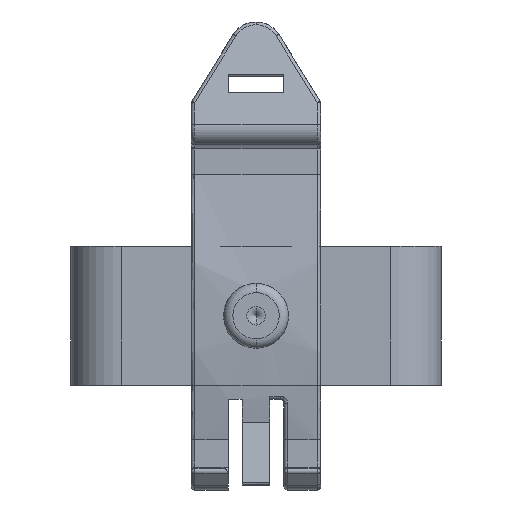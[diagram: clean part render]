
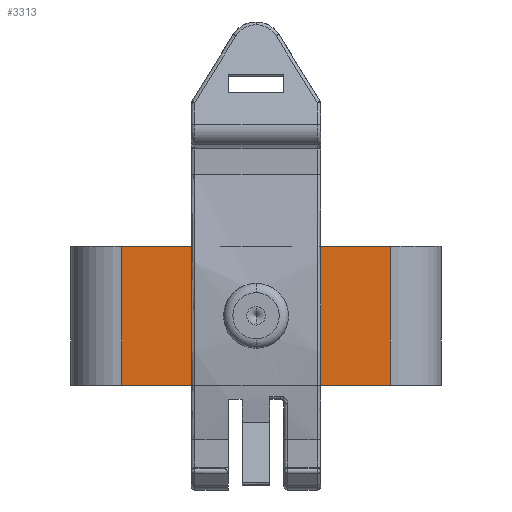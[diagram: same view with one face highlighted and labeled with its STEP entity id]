
A CAD part, front view. The second image highlights one B-rep face of the part: STEP entity #3313.
In plain terms, the highlighted planar face has unit normal (0, -1, 0).
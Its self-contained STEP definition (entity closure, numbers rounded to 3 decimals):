
#111 = FACE_OUTER_BOUND ( 'NONE', #6665, .T. ) ;
#339 = CARTESIAN_POINT ( 'NONE',  ( 14.5, -0.311, 15. ) ) ;
#447 = ORIENTED_EDGE ( 'NONE', *, *, #4422, .F. ) ;
#503 = VECTOR ( 'NONE', #4484, 1000. ) ;
#578 = CARTESIAN_POINT ( 'NONE',  ( 0., -0.311, 7.5 ) ) ;
#653 = CARTESIAN_POINT ( 'NONE',  ( -14.5, -0.311, 15. ) ) ;
#729 = EDGE_CURVE ( 'NONE', #4099, #6031, #4255, .T. ) ;
#735 = DIRECTION ( 'NONE',  ( 0., 1., 0. ) ) ;
#766 = CARTESIAN_POINT ( 'NONE',  ( 2.1, -0.311, 7.5 ) ) ;
#1303 = VECTOR ( 'NONE', #3448, 1000. ) ;
#1370 = LINE ( 'NONE', #7668, #6810 ) ;
#1537 = DIRECTION ( 'NONE',  ( 1., 0., 0. ) ) ;
#1620 = DIRECTION ( 'NONE',  ( 0., -1., 0. ) ) ;
#1736 = DIRECTION ( 'NONE',  ( 0., 0., 1. ) ) ;
#1779 = VERTEX_POINT ( 'NONE', #8094 ) ;
#1881 = VECTOR ( 'NONE', #1736, 1000. ) ;
#2123 = DIRECTION ( 'NONE',  ( 0., 0., 1. ) ) ;
#2130 = LINE ( 'NONE', #4529, #503 ) ;
#2149 = EDGE_CURVE ( 'NONE', #6804, #1779, #3582, .T. ) ;
#2225 = CARTESIAN_POINT ( 'NONE',  ( 14.5, -0.311, 15. ) ) ;
#2700 = EDGE_CURVE ( 'NONE', #6031, #4099, #3124, .T. ) ;
#2876 = AXIS2_PLACEMENT_3D ( 'NONE', #653, #735, #2123 ) ;
#3124 = CIRCLE ( 'NONE', #5242, 2.1 ) ;
#3313 = ADVANCED_FACE ( 'NONE', ( #111, #3761 ), #6279, .F. ) ;
#3380 = CARTESIAN_POINT ( 'NONE',  ( -2.1, -0.311, 7.5 ) ) ;
#3448 = DIRECTION ( 'NONE',  ( 0., 0., -1. ) ) ;
#3582 = LINE ( 'NONE', #6028, #1881 ) ;
#3761 = FACE_BOUND ( 'NONE', #5500, .T. ) ;
#3763 = EDGE_CURVE ( 'NONE', #7395, #6804, #1370, .T. ) ;
#3870 = EDGE_CURVE ( 'NONE', #1779, #5155, #2130, .T. ) ;
#4099 = VERTEX_POINT ( 'NONE', #766 ) ;
#4255 = CIRCLE ( 'NONE', #4392, 2.1 ) ;
#4360 = ORIENTED_EDGE ( 'NONE', *, *, #2700, .F. ) ;
#4392 = AXIS2_PLACEMENT_3D ( 'NONE', #4759, #1620, #1537 ) ;
#4422 = EDGE_CURVE ( 'NONE', #5155, #7395, #6664, .T. ) ;
#4484 = DIRECTION ( 'NONE',  ( 1., 0., 0. ) ) ;
#4529 = CARTESIAN_POINT ( 'NONE',  ( -14.5, -0.311, 15. ) ) ;
#4591 = CARTESIAN_POINT ( 'NONE',  ( -14.5, -0.311, 0. ) ) ;
#4759 = CARTESIAN_POINT ( 'NONE',  ( 0., -0.311, 7.5 ) ) ;
#4866 = DIRECTION ( 'NONE',  ( 1., 0., 0. ) ) ;
#5155 = VERTEX_POINT ( 'NONE', #339 ) ;
#5242 = AXIS2_PLACEMENT_3D ( 'NONE', #578, #7442, #4866 ) ;
#5500 = EDGE_LOOP ( 'NONE', ( #5508, #4360 ) ) ;
#5508 = ORIENTED_EDGE ( 'NONE', *, *, #729, .F. ) ;
#6028 = CARTESIAN_POINT ( 'NONE',  ( -14.5, -0.311, 15. ) ) ;
#6031 = VERTEX_POINT ( 'NONE', #3380 ) ;
#6279 = PLANE ( 'NONE',  #2876 ) ;
#6550 = DIRECTION ( 'NONE',  ( -1., 0., 0. ) ) ;
#6664 = LINE ( 'NONE', #2225, #1303 ) ;
#6665 = EDGE_LOOP ( 'NONE', ( #447, #6884, #7904, #6760 ) ) ;
#6760 = ORIENTED_EDGE ( 'NONE', *, *, #3763, .F. ) ;
#6804 = VERTEX_POINT ( 'NONE', #4591 ) ;
#6810 = VECTOR ( 'NONE', #6550, 1000. ) ;
#6884 = ORIENTED_EDGE ( 'NONE', *, *, #3870, .F. ) ;
#7167 = CARTESIAN_POINT ( 'NONE',  ( 14.5, -0.311, 0. ) ) ;
#7395 = VERTEX_POINT ( 'NONE', #7167 ) ;
#7442 = DIRECTION ( 'NONE',  ( 0., -1., 0. ) ) ;
#7668 = CARTESIAN_POINT ( 'NONE',  ( -14.5, -0.311, 0. ) ) ;
#7904 = ORIENTED_EDGE ( 'NONE', *, *, #2149, .F. ) ;
#8094 = CARTESIAN_POINT ( 'NONE',  ( -14.5, -0.311, 15. ) ) ;
